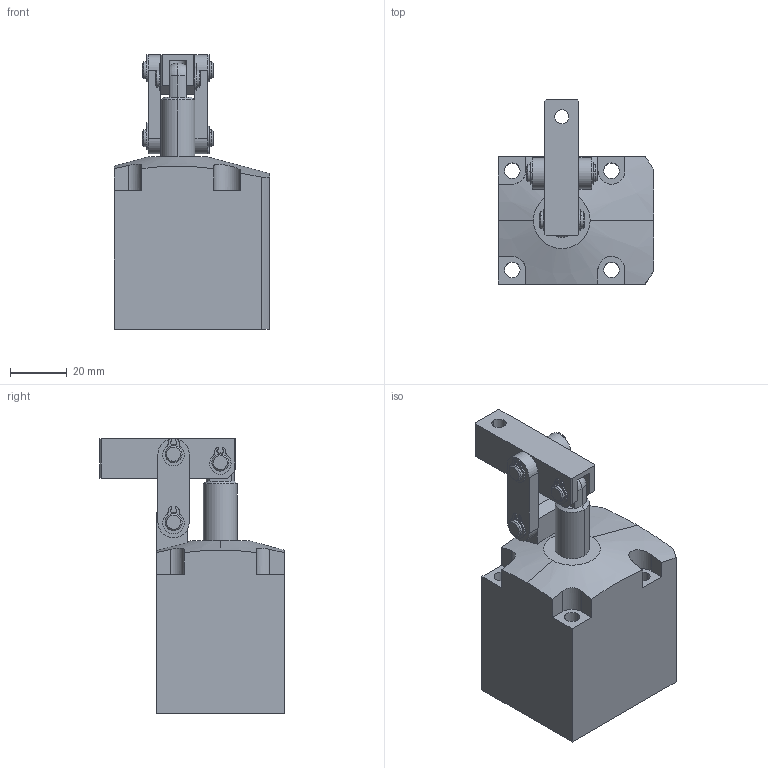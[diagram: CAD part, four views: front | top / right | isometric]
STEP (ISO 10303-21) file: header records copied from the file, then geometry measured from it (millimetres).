
FILE_DESCRIPTION (( 'STEP AP203' ), '1' );
FILE_NAME ('BLU02R.STEP', '2021-04-03T06:06:46', ( '微软用户' ), ( '微软中国' ), 'SwSTEP 2.0', 'SolidWorks 2012', '' );
FILE_SCHEMA (( 'CONFIG_CONTROL_DESIGN' ));
Length unit declared in the file: millimetre
Products named in the file (8): BLU02R; circlips for shaft--type a small gb_GB_CONNECTING_PIECE_RING_RRA 6; BLU02揤旋; BLU02种粣2; BLU02种粣1; BLU02蟀裝; BLU02活塞杆; BLU02R掛极
Assembly tree (14 placements, depth 2):
  BLU02R
    BLU02R掛极
    BLU02活塞杆
    BLU02蟀裝  x2
    BLU02种粣1  x2
    BLU02种粣2
    BLU02揤旋
    circlips for shaft--type a small gb_GB_CONNECTING_PIECE_RING_RRA 6  x6
Bounding box: 55 x 65 x 97 mm (x, y, z)
Volume: 139863.3 mm3; surface area: 35901.5 mm2
Topology: 14 solids, 14 shells, 404 faces, 995 edges, 647 vertices
Faces by surface type: cylinder 182, plane 154, cone 44, bspline 16, torus 6, sphere 2
Entity records: 9634 total; most frequent: CARTESIAN_POINT 2349, DIRECTION 1332, ORIENTED_EDGE 1264, EDGE_CURVE 632, AXIS2_PLACEMENT_3D 494, VERTEX_POINT 409, VECTOR 344, LINE 344
